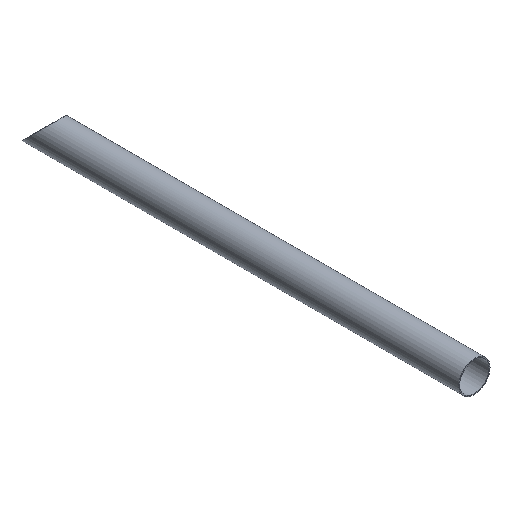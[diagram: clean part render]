
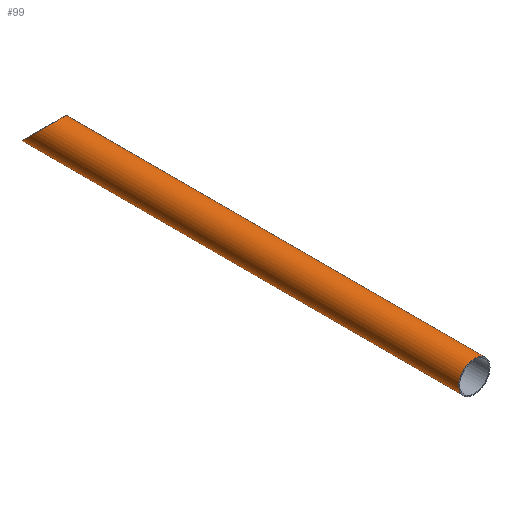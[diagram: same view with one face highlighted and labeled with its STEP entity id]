
A CAD part, isometric view. The second image highlights one B-rep face of the part: STEP entity #99.
In plain terms, the highlighted cylindrical face has radius 35 mm (diameter 70 mm), a full revolution.
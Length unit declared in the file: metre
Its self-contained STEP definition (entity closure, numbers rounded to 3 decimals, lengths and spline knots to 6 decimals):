
#23=ELLIPSE('',#122,0.049497,0.035);
#26=B_SPLINE_CURVE_WITH_KNOTS('',3,(#184,#185,#186,#187,#188,#189,#190,
#191,#192,#193,#194,#195),.UNSPECIFIED.,.T.,.F.,(1,1,1,1,1,1,1,1,1,1,1,
1,1,1,1,1),(-0.007825,-0.003913,-0.001956,
0.,0.003913,0.007825,0.011738,0.01565,
0.019563,0.023476,0.027388,0.029344,
0.031301,0.035213,0.039126,0.043039),
 .UNSPECIFIED.);
#27=B_SPLINE_CURVE_WITH_KNOTS('',3,(#197,#198,#199,#200,#201,#202,#203,
#204,#205,#206,#207,#208),.UNSPECIFIED.,.T.,.F.,(1,1,1,1,1,1,1,1,1,1,1,
1,1,1,1,1),(-0.007825,-0.003913,-0.001956,
0.,0.003913,0.007825,0.011738,0.01565,
0.019563,0.023476,0.027388,0.029344,
0.031301,0.035213,0.039126,0.043039),
 .UNSPECIFIED.);
#32=ORIENTED_EDGE('',*,*,#48,.F.);
#33=ORIENTED_EDGE('',*,*,#49,.T.);
#34=ORIENTED_EDGE('',*,*,#50,.T.);
#35=ORIENTED_EDGE('',*,*,#51,.F.);
#48=EDGE_CURVE('',#56,#56,#61,.T.);
#49=EDGE_CURVE('',#57,#57,#26,.T.);
#50=EDGE_CURVE('',#58,#58,#27,.T.);
#51=EDGE_CURVE('',#59,#59,#23,.T.);
#56=VERTEX_POINT('',#183);
#57=VERTEX_POINT('',#196);
#58=VERTEX_POINT('',#209);
#59=VERTEX_POINT('',#211);
#61=CIRCLE('',#121,0.035);
#66=EDGE_LOOP('',(#32));
#67=EDGE_LOOP('',(#33));
#68=EDGE_LOOP('',(#34));
#69=EDGE_LOOP('',(#35));
#82=FACE_BOUND('',#66,.T.);
#83=FACE_BOUND('',#67,.T.);
#84=FACE_BOUND('',#68,.T.);
#85=FACE_BOUND('',#69,.T.);
#95=CYLINDRICAL_SURFACE('',#120,0.035);
#99=ADVANCED_FACE('',(#82,#83,#84,#85),#95,.T.);
#120=AXIS2_PLACEMENT_3D('',#181,#135,#136);
#121=AXIS2_PLACEMENT_3D('',#182,#137,#138);
#122=AXIS2_PLACEMENT_3D('',#210,#139,#140);
#135=DIRECTION('',(0.,1.,0.));
#136=DIRECTION('',(0.,0.,1.));
#137=DIRECTION('',(0.,-1.,0.));
#138=DIRECTION('',(0.,0.,-1.));
#139=DIRECTION('',(0.,0.707,0.707));
#140=DIRECTION('',(0.,0.707,-0.707));
#181=CARTESIAN_POINT('',(0.,-1.,0.));
#182=CARTESIAN_POINT('',(0.,-1.,0.));
#183=CARTESIAN_POINT('',(0.,-1.,-0.035));
#184=CARTESIAN_POINT('',(0.004735,-0.951973,-0.034681));
#185=CARTESIAN_POINT('',(0.005268,-0.949339,-0.034599));
#186=CARTESIAN_POINT('',(0.003917,-0.946084,-0.03482));
#187=CARTESIAN_POINT('',(0.000004,-0.944459,-0.035089));
#188=CARTESIAN_POINT('',(-0.003918,-0.94608,-0.034822));
#189=CARTESIAN_POINT('',(-0.00554,-0.949999,-0.034551));
#190=CARTESIAN_POINT('',(-0.003922,-0.953913,-0.034821));
#191=CARTESIAN_POINT('',(-0.000003,-0.955543,-0.035088));
#192=CARTESIAN_POINT('',(0.003258,-0.954185,-0.03487));
#193=CARTESIAN_POINT('',(0.004735,-0.951973,-0.034681));
#194=CARTESIAN_POINT('',(0.005268,-0.949339,-0.034599));
#195=CARTESIAN_POINT('',(0.003917,-0.946084,-0.03482));
#196=CARTESIAN_POINT('',(0.005,-0.95,-0.034641));
#197=CARTESIAN_POINT('',(0.004735,-0.051973,-0.034681));
#198=CARTESIAN_POINT('',(0.005268,-0.049339,-0.034599));
#199=CARTESIAN_POINT('',(0.003917,-0.046084,-0.03482));
#200=CARTESIAN_POINT('',(0.000004,-0.044459,-0.035089));
#201=CARTESIAN_POINT('',(-0.003918,-0.04608,-0.034822));
#202=CARTESIAN_POINT('',(-0.00554,-0.049999,-0.034551));
#203=CARTESIAN_POINT('',(-0.003922,-0.053913,-0.034821));
#204=CARTESIAN_POINT('',(-0.000003,-0.055543,-0.035088));
#205=CARTESIAN_POINT('',(0.003258,-0.054185,-0.03487));
#206=CARTESIAN_POINT('',(0.004735,-0.051973,-0.034681));
#207=CARTESIAN_POINT('',(0.005268,-0.049339,-0.034599));
#208=CARTESIAN_POINT('',(0.003917,-0.046084,-0.03482));
#209=CARTESIAN_POINT('',(0.005,-0.05,-0.034641));
#210=CARTESIAN_POINT('',(0.,-0.035,0.));
#211=CARTESIAN_POINT('',(0.,0.,-0.035));
